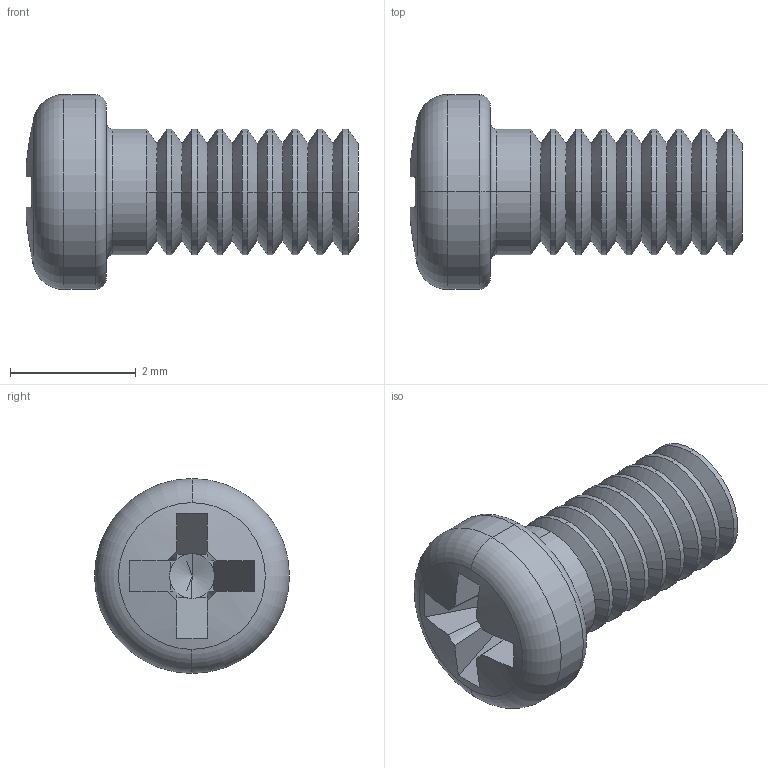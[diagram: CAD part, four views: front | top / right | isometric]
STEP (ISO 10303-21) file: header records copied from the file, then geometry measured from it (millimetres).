
FILE_DESCRIPTION (( 'STEP AP214' ), '1' );
FILE_NAME ('SG90 - Micro Servo 9g - Tower Pro.6_BS EN ISO 7045 - M2 x 4 - Z - 4S.step.STEP', '2024-09-16T01:41:34', ( '' ), ( '' ), 'SwSTEP 2.0', 'SolidWorks 2023', '' );
FILE_SCHEMA (( 'AUTOMOTIVE_DESIGN' ));
Length unit declared in the file: millimetre
Products named in the file (1): SG90 - Micro Servo 9g - Tower Pro.6_BS EN ISO 7045 - M2 x 4 - Z - 4S.step
Bounding box: 5.28 x 3.1 x 3.1 mm (x, y, z)
Volume: 17.8 mm3; surface area: 62.6 mm2
Topology: 1 solids, 1 shells, 95 faces, 238 edges, 144 vertices
Faces by surface type: cone 46, plane 22, cylinder 20, torus 6, sphere 1
Entity records: 2849 total; most frequent: DIRECTION 550, CARTESIAN_POINT 507, ORIENTED_EDGE 468, EDGE_CURVE 234, AXIS2_PLACEMENT_3D 234, VERTEX_POINT 143, CIRCLE 138, EDGE_LOOP 97
